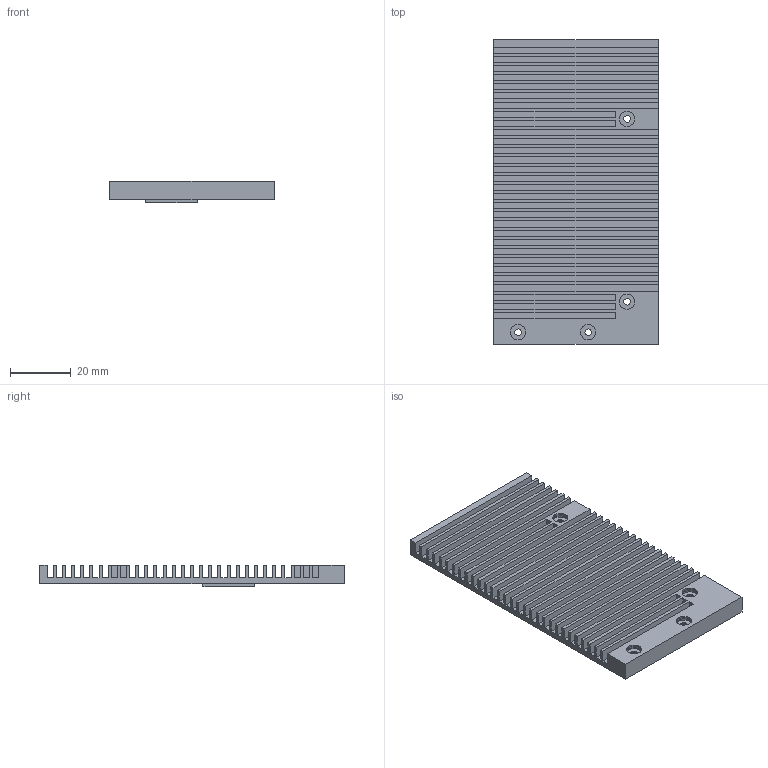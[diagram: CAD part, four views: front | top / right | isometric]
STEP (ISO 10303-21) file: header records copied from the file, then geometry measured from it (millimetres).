
FILE_DESCRIPTION(('FreeCAD Model'),'2;1');
FILE_NAME( 'reform2heatsink2.step', '2019-11-06T18:13:46',('Author'),(''), 'Open CASCADE STEP processor 7.3','FreeCAD','Unknown');
FILE_SCHEMA(('AUTOMOTIVE_DESIGN { 1 0 10303 214 1 1 1 1 }'));
Length unit declared in the file: millimetre
Products named in the file (1): union001
Bounding box: 54 x 100 x 7 mm (x, y, z)
Volume: 20104.4 mm3; surface area: 24904.1 mm2
Topology: 1 solids, 1 shells, 375 faces, 1104 edges, 736 vertices
Faces by surface type: plane 375
Entity records: 14872 total; most frequent: CARTESIAN_POINT 2216, ORIENTED_EDGE 2208, DIRECTION 1856, EDGE_CURVE 1104, LINE 1104, VECTOR 1104, VERTEX_POINT 736, FACE_BOUND 388
